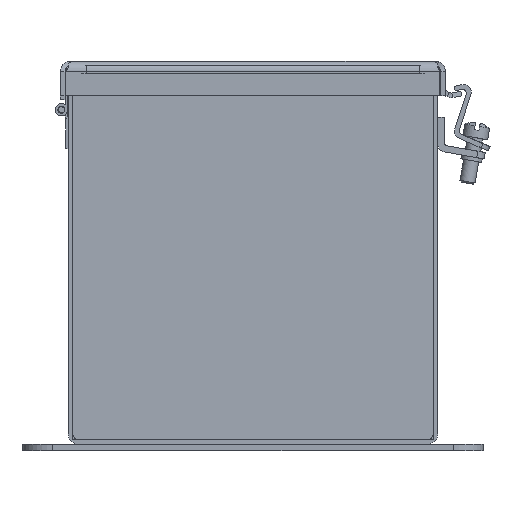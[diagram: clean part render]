
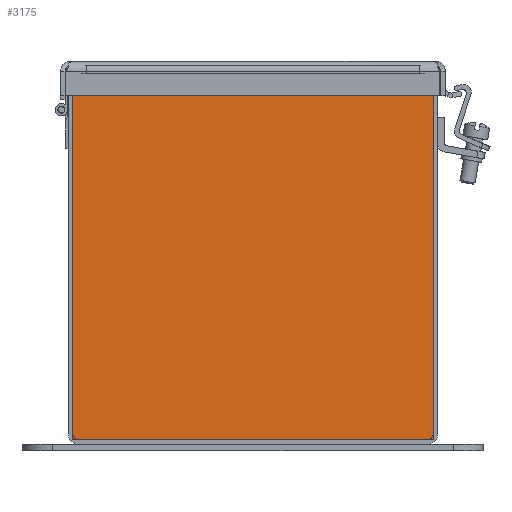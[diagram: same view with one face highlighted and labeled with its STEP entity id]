
A CAD part, left-side view. The second image highlights one B-rep face of the part: STEP entity #3175.
In plain terms, the highlighted planar face has unit normal (-1, 0, 0).
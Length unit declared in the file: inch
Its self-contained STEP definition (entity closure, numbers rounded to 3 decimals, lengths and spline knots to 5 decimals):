
#251 = DIRECTION ( 'NONE',  ( 0., 1., 0. ) ) ;
#354 = VERTEX_POINT ( 'NONE', #1857 ) ;
#589 = VECTOR ( 'NONE', #25250, 39.37008 ) ;
#1165 = ORIENTED_EDGE ( 'NONE', *, *, #5850, .F. ) ;
#1373 = VERTEX_POINT ( 'NONE', #11675 ) ;
#1857 = CARTESIAN_POINT ( 'NONE',  ( -12., -2.926, -1.176 ) ) ;
#1863 = VECTOR ( 'NONE', #22536, 39.37008 ) ;
#2239 = CARTESIAN_POINT ( 'NONE',  ( -12., -2.926, 1.75 ) ) ;
#2368 = CARTESIAN_POINT ( 'NONE',  ( -12., -2.4277, 4.676 ) ) ;
#2841 = LINE ( 'NONE', #14265, #23515 ) ;
#3175 = ADVANCED_FACE ( 'NONE', ( #18344 ), #4647, .F. ) ;
#3408 = LINE ( 'NONE', #12839, #24394 ) ;
#4647 = PLANE ( 'NONE',  #14349 ) ;
#4668 = LINE ( 'NONE', #18511, #19911 ) ;
#5020 = VECTOR ( 'NONE', #17087, 39.37008 ) ;
#5850 = EDGE_CURVE ( 'NONE', #28538, #6835, #8805, .T. ) ;
#5884 = CARTESIAN_POINT ( 'NONE',  ( -12., 2.4275, 4.58205 ) ) ;
#6343 = EDGE_CURVE ( 'NONE', #24789, #6835, #23915, .T. ) ;
#6722 = CARTESIAN_POINT ( 'NONE',  ( -12., 2.4277, 4.676 ) ) ;
#6819 = DIRECTION ( 'NONE',  ( 0., 1., 0. ) ) ;
#6835 = VERTEX_POINT ( 'NONE', #22079 ) ;
#6889 = LINE ( 'NONE', #16271, #1863 ) ;
#6976 = CARTESIAN_POINT ( 'NONE',  ( -12., 2.4277, 4.58205 ) ) ;
#7095 = CARTESIAN_POINT ( 'NONE',  ( -12., 0., 4.676 ) ) ;
#7978 = VECTOR ( 'NONE', #14558, 39.37008 ) ;
#8669 = VECTOR ( 'NONE', #11358, 39.37008 ) ;
#8805 = LINE ( 'NONE', #10659, #12914 ) ;
#8808 = EDGE_CURVE ( 'NONE', #12468, #19241, #24808, .T. ) ;
#8894 = CARTESIAN_POINT ( 'NONE',  ( -12., 0., 4.676 ) ) ;
#9498 = VECTOR ( 'NONE', #23767, 39.37008 ) ;
#10659 = CARTESIAN_POINT ( 'NONE',  ( -12., 0., 4.58225 ) ) ;
#10697 = VERTEX_POINT ( 'NONE', #2368 ) ;
#10907 = EDGE_CURVE ( 'NONE', #10697, #14479, #27923, .T. ) ;
#11358 = DIRECTION ( 'NONE',  ( 0., -1., 0. ) ) ;
#11675 = CARTESIAN_POINT ( 'NONE',  ( -12., 2.926, -1.176 ) ) ;
#11874 = ORIENTED_EDGE ( 'NONE', *, *, #6343, .T. ) ;
#12218 = EDGE_CURVE ( 'NONE', #28538, #12231, #3408, .T. ) ;
#12231 = VERTEX_POINT ( 'NONE', #5884 ) ;
#12295 = EDGE_CURVE ( 'NONE', #354, #1373, #13286, .T. ) ;
#12406 = EDGE_CURVE ( 'NONE', #19241, #27475, #6889, .T. ) ;
#12468 = VERTEX_POINT ( 'NONE', #30029 ) ;
#12839 = CARTESIAN_POINT ( 'NONE',  ( -12., 2.4275, 4.676 ) ) ;
#12914 = VECTOR ( 'NONE', #15563, 39.37008 ) ;
#13286 = LINE ( 'NONE', #20153, #29237 ) ;
#13736 = DIRECTION ( 'NONE',  ( 1., 0., 0. ) ) ;
#14207 = ORIENTED_EDGE ( 'NONE', *, *, #19283, .T. ) ;
#14265 = CARTESIAN_POINT ( 'NONE',  ( -12., 2.4275, 4.58205 ) ) ;
#14349 = AXIS2_PLACEMENT_3D ( 'NONE', #18635, #13736, #16323 ) ;
#14479 = VERTEX_POINT ( 'NONE', #19529 ) ;
#14558 = DIRECTION ( 'NONE',  ( 0., 0., 1. ) ) ;
#15024 = CARTESIAN_POINT ( 'NONE',  ( -12., 2.926, 1.75 ) ) ;
#15496 = ORIENTED_EDGE ( 'NONE', *, *, #17998, .T. ) ;
#15531 = EDGE_CURVE ( 'NONE', #14479, #354, #27830, .T. ) ;
#15563 = DIRECTION ( 'NONE',  ( 0., -1., 0. ) ) ;
#16077 = EDGE_CURVE ( 'NONE', #16655, #10697, #23834, .T. ) ;
#16140 = CARTESIAN_POINT ( 'NONE',  ( -12., 2.4275, 4.58225 ) ) ;
#16271 = CARTESIAN_POINT ( 'NONE',  ( -12., 2.4277, 1.75 ) ) ;
#16323 = DIRECTION ( 'NONE',  ( 0., 1., 0. ) ) ;
#16655 = VERTEX_POINT ( 'NONE', #21384 ) ;
#17087 = DIRECTION ( 'NONE',  ( 0., 0., 1. ) ) ;
#17573 = DIRECTION ( 'NONE',  ( 0., 0., -1. ) ) ;
#17631 = ORIENTED_EDGE ( 'NONE', *, *, #16077, .F. ) ;
#17721 = ORIENTED_EDGE ( 'NONE', *, *, #12406, .F. ) ;
#17998 = EDGE_CURVE ( 'NONE', #16655, #24789, #4668, .T. ) ;
#18344 = FACE_OUTER_BOUND ( 'NONE', #24017, .T. ) ;
#18511 = CARTESIAN_POINT ( 'NONE',  ( -12., -2.4277, 4.58205 ) ) ;
#18635 = CARTESIAN_POINT ( 'NONE',  ( -12., 0., 1.75 ) ) ;
#19241 = VERTEX_POINT ( 'NONE', #6722 ) ;
#19283 = EDGE_CURVE ( 'NONE', #12231, #27475, #2841, .T. ) ;
#19529 = CARTESIAN_POINT ( 'NONE',  ( -12., -2.926, 4.676 ) ) ;
#19911 = VECTOR ( 'NONE', #6819, 39.37008 ) ;
#20153 = CARTESIAN_POINT ( 'NONE',  ( -12., 0., -1.176 ) ) ;
#21384 = CARTESIAN_POINT ( 'NONE',  ( -12., -2.4277, 4.58205 ) ) ;
#21683 = CARTESIAN_POINT ( 'NONE',  ( -12., -2.4277, 1.75 ) ) ;
#22079 = CARTESIAN_POINT ( 'NONE',  ( -12., -2.4275, 4.58225 ) ) ;
#22483 = EDGE_CURVE ( 'NONE', #1373, #12468, #26295, .T. ) ;
#22536 = DIRECTION ( 'NONE',  ( 0., 0., -1. ) ) ;
#22831 = ORIENTED_EDGE ( 'NONE', *, *, #8808, .F. ) ;
#23049 = DIRECTION ( 'NONE',  ( 0., 1., 0. ) ) ;
#23296 = ORIENTED_EDGE ( 'NONE', *, *, #22483, .F. ) ;
#23515 = VECTOR ( 'NONE', #251, 39.37008 ) ;
#23767 = DIRECTION ( 'NONE',  ( 0., 0., 1. ) ) ;
#23834 = LINE ( 'NONE', #21683, #5020 ) ;
#23915 = LINE ( 'NONE', #28904, #9498 ) ;
#24017 = EDGE_LOOP ( 'NONE', ( #15496, #11874, #1165, #28975, #14207, #17721, #22831, #23296, #26072, #29744, #27103, #17631 ) ) ;
#24169 = VECTOR ( 'NONE', #25805, 39.37008 ) ;
#24394 = VECTOR ( 'NONE', #17573, 39.37008 ) ;
#24789 = VERTEX_POINT ( 'NONE', #25045 ) ;
#24808 = LINE ( 'NONE', #8894, #8669 ) ;
#25045 = CARTESIAN_POINT ( 'NONE',  ( -12., -2.4275, 4.58205 ) ) ;
#25250 = DIRECTION ( 'NONE',  ( 0., 0., -1. ) ) ;
#25805 = DIRECTION ( 'NONE',  ( 0., -1., 0. ) ) ;
#26072 = ORIENTED_EDGE ( 'NONE', *, *, #12295, .F. ) ;
#26295 = LINE ( 'NONE', #15024, #7978 ) ;
#27103 = ORIENTED_EDGE ( 'NONE', *, *, #10907, .F. ) ;
#27475 = VERTEX_POINT ( 'NONE', #6976 ) ;
#27830 = LINE ( 'NONE', #2239, #589 ) ;
#27923 = LINE ( 'NONE', #7095, #24169 ) ;
#28538 = VERTEX_POINT ( 'NONE', #16140 ) ;
#28904 = CARTESIAN_POINT ( 'NONE',  ( -12., -2.4275, 4.58205 ) ) ;
#28975 = ORIENTED_EDGE ( 'NONE', *, *, #12218, .T. ) ;
#29237 = VECTOR ( 'NONE', #23049, 39.37008 ) ;
#29744 = ORIENTED_EDGE ( 'NONE', *, *, #15531, .F. ) ;
#30029 = CARTESIAN_POINT ( 'NONE',  ( -12., 2.926, 4.676 ) ) ;
